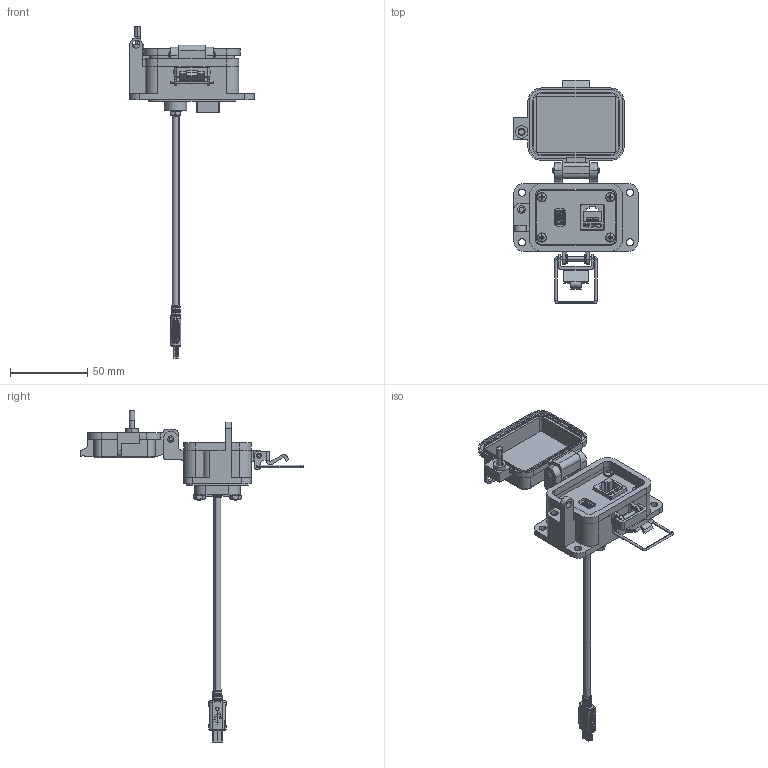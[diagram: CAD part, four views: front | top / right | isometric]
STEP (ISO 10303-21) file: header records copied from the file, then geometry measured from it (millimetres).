
FILE_DESCRIPTION (( 'STEP AP203' ), '1' );
FILE_NAME ('P-P42R2-B3RX_3D.STEP', '2022-08-19T20:40:17', ( '' ), ( '' ), 'SwSTEP 2.0', 'SolidWorks 2021', '' );
FILE_SCHEMA (( 'CONFIG_CONTROL_DESIGN' ));
Length unit declared in the file: millimetre
Products named in the file (15): Z-020-3047M; P42; 92005A124_METRIC PAN HEAD PHILLIPS MACHINE SCREW_92005A124; P-P42R2-B3RX_BP180_1; R2; P-P42R2-B3RX_TP060_1; P-P42R2-B3RX_TP240_2; Z-002-4401_4HN_90675A005; Z-000-44011_8FH_91771A116; P-P42R2-B3RX_3D; -B3; Z-300-RJ45CAT5; Z-001-SPR_9_16; Z-H-B3_B; P-P42R2-B3RX_FP060_1
Assembly tree (20 placements, depth 3):
  P-P42R2-B3RX_3D
    -B3
      Z-H-B3_B
    P-P42R2-B3RX_BP180_1
    P-P42R2-B3RX_FP060_1
    P-P42R2-B3RX_TP060_1
    P-P42R2-B3RX_TP240_2
    P42
      Z-020-3047M
    Z-000-44011_8FH_91771A116  x2
    Z-001-SPR_9_16  x2
    Z-002-4401_4HN_90675A005  x2
    R2
      Z-300-RJ45CAT5
    92005A124_METRIC PAN HEAD PHILLIPS MACHINE SCREW_92005A124  x4
Bounding box: 80.57 x 144.93 x 215.23 mm (x, y, z)
Volume: 71573 mm3; surface area: 63523.6 mm2
Topology: 44 solids, 44 shells, 3111 faces, 8786 edges, 5796 vertices
Faces by surface type: cylinder 1475, plane 1171, bspline 311, cone 130, torus 16, sphere 8
Entity records: 95933 total; most frequent: CARTESIAN_POINT 39598, ORIENTED_EDGE 12700, DIRECTION 9585, EDGE_CURVE 6350, VERTEX_POINT 4189, VECTOR 3651, LINE 3651, AXIS2_PLACEMENT_3D 2967
